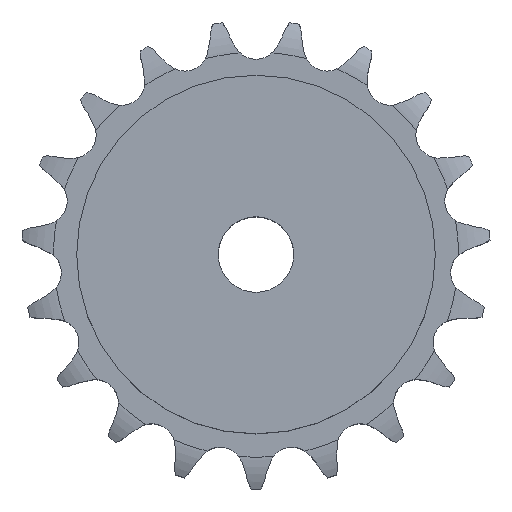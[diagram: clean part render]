
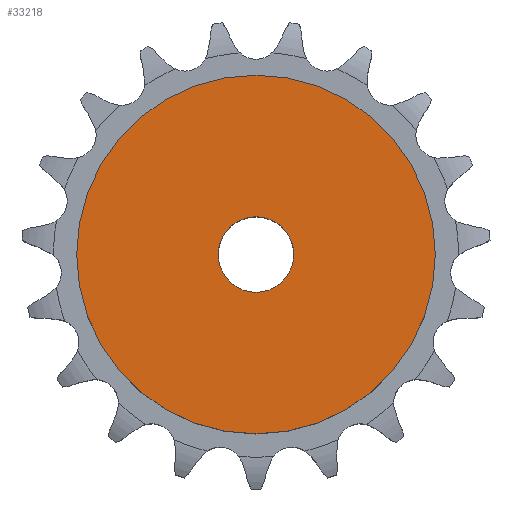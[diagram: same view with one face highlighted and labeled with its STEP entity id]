
A CAD part, top view. The second image highlights one B-rep face of the part: STEP entity #33218.
In plain terms, the highlighted planar face has unit normal (0, 0, 1).
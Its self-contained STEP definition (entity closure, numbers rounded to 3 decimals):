
#17828 = CYLINDRICAL_SURFACE('',#17829,10.);
#17829 = AXIS2_PLACEMENT_3D('',#17830,#17831,#17832);
#17830 = CARTESIAN_POINT('',(0.,0.,198.787));
#17831 = DIRECTION('',(0.,0.,1.));
#17832 = DIRECTION('',(1.,0.,0.));
#22725 = EDGE_CURVE('',#22726,#22726,#22728,.T.);
#22726 = VERTEX_POINT('',#22727);
#22727 = CARTESIAN_POINT('',(10.,0.,50.));
#22728 = SURFACE_CURVE('',#22729,(#22734,#22741),.PCURVE_S1.);
#22729 = CIRCLE('',#22730,10.);
#22730 = AXIS2_PLACEMENT_3D('',#22731,#22732,#22733);
#22731 = CARTESIAN_POINT('',(0.,0.,50.));
#22732 = DIRECTION('',(0.,0.,1.));
#22733 = DIRECTION('',(1.,0.,0.));
#22734 = PCURVE('',#17828,#22735);
#22735 = DEFINITIONAL_REPRESENTATION('',(#22736),#22740);
#22736 = LINE('',#22737,#22738);
#22737 = CARTESIAN_POINT('',(0.,-148.787));
#22738 = VECTOR('',#22739,1.);
#22739 = DIRECTION('',(1.,0.));
#22740 = ( GEOMETRIC_REPRESENTATION_CONTEXT(2) 
PARAMETRIC_REPRESENTATION_CONTEXT() REPRESENTATION_CONTEXT('2D SPACE',''
  ) );
#22741 = PCURVE('',#22742,#22747);
#22742 = PLANE('',#22743);
#22743 = AXIS2_PLACEMENT_3D('',#22744,#22745,#22746);
#22744 = CARTESIAN_POINT('',(0.,0.,50.)
  );
#22745 = DIRECTION('',(0.,0.,1.));
#22746 = DIRECTION('',(1.,0.,0.));
#22747 = DEFINITIONAL_REPRESENTATION('',(#22748),#22752);
#22748 = CIRCLE('',#22749,10.);
#22749 = AXIS2_PLACEMENT_2D('',#22750,#22751);
#22750 = CARTESIAN_POINT('',(0.,0.));
#22751 = DIRECTION('',(1.,0.));
#22752 = ( GEOMETRIC_REPRESENTATION_CONTEXT(2) 
PARAMETRIC_REPRESENTATION_CONTEXT() REPRESENTATION_CONTEXT('2D SPACE',''
  ) );
#33218 = ADVANCED_FACE('',(#33219,#33250),#22742,.T.);
#33219 = FACE_BOUND('',#33220,.T.);
#33220 = EDGE_LOOP('',(#33221));
#33221 = ORIENTED_EDGE('',*,*,#33222,.T.);
#33222 = EDGE_CURVE('',#33223,#33223,#33225,.T.);
#33223 = VERTEX_POINT('',#33224);
#33224 = CARTESIAN_POINT('',(47.5,0.,50.));
#33225 = SURFACE_CURVE('',#33226,(#33231,#33238),.PCURVE_S1.);
#33226 = CIRCLE('',#33227,47.5);
#33227 = AXIS2_PLACEMENT_3D('',#33228,#33229,#33230);
#33228 = CARTESIAN_POINT('',(0.,0.,50.));
#33229 = DIRECTION('',(0.,0.,1.));
#33230 = DIRECTION('',(1.,0.,0.));
#33231 = PCURVE('',#22742,#33232);
#33232 = DEFINITIONAL_REPRESENTATION('',(#33233),#33237);
#33233 = CIRCLE('',#33234,47.5);
#33234 = AXIS2_PLACEMENT_2D('',#33235,#33236);
#33235 = CARTESIAN_POINT('',(0.,0.));
#33236 = DIRECTION('',(1.,0.));
#33237 = ( GEOMETRIC_REPRESENTATION_CONTEXT(2) 
PARAMETRIC_REPRESENTATION_CONTEXT() REPRESENTATION_CONTEXT('2D SPACE',''
  ) );
#33238 = PCURVE('',#33239,#33244);
#33239 = CYLINDRICAL_SURFACE('',#33240,47.5);
#33240 = AXIS2_PLACEMENT_3D('',#33241,#33242,#33243);
#33241 = CARTESIAN_POINT('',(0.,0.,0.));
#33242 = DIRECTION('',(-0.,-0.,-1.));
#33243 = DIRECTION('',(1.,0.,0.));
#33244 = DEFINITIONAL_REPRESENTATION('',(#33245),#33249);
#33245 = LINE('',#33246,#33247);
#33246 = CARTESIAN_POINT('',(-0.,-50.));
#33247 = VECTOR('',#33248,1.);
#33248 = DIRECTION('',(-1.,0.));
#33249 = ( GEOMETRIC_REPRESENTATION_CONTEXT(2) 
PARAMETRIC_REPRESENTATION_CONTEXT() REPRESENTATION_CONTEXT('2D SPACE',''
  ) );
#33250 = FACE_BOUND('',#33251,.T.);
#33251 = EDGE_LOOP('',(#33252));
#33252 = ORIENTED_EDGE('',*,*,#22725,.F.);
